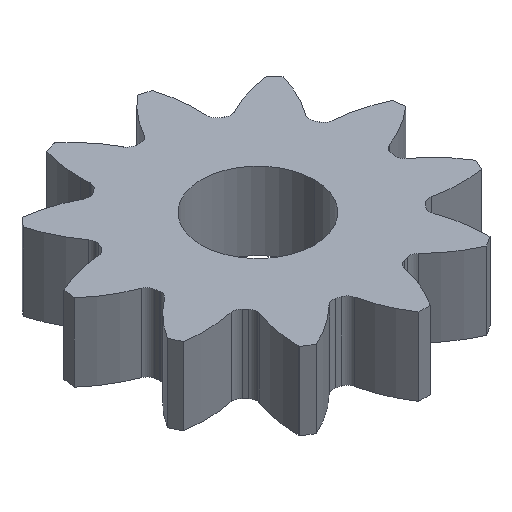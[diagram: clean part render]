
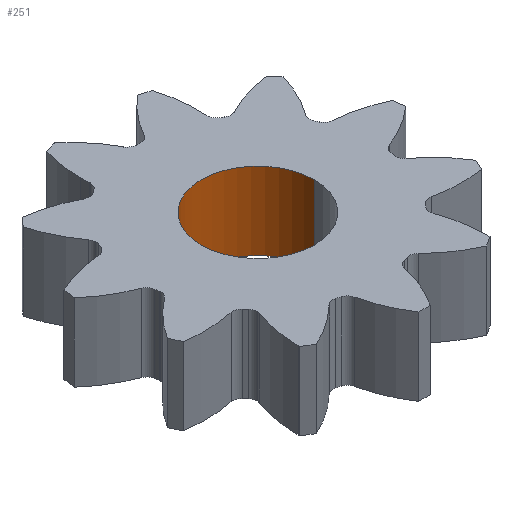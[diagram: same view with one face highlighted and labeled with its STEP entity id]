
A CAD part, isometric view. The second image highlights one B-rep face of the part: STEP entity #251.
In plain terms, the highlighted cylindrical face has radius 2.413 mm (diameter 4.826 mm), a partial arc.
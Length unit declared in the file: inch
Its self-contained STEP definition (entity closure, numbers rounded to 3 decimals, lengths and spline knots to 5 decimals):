
#7 = EDGE_CURVE ( 'NONE', #2154, #571, #1666, .T. ) ;
#191 = FACE_OUTER_BOUND ( 'NONE', #2366, .T. ) ;
#218 = CARTESIAN_POINT ( 'NONE',  ( -0.1151, -0.02769, 0. ) ) ;
#251 = ADVANCED_FACE ( 'NONE', ( #191 ), #1622, .F. ) ;
#367 = DIRECTION ( 'NONE',  ( 1., 0., 0. ) ) ;
#403 = AXIS2_PLACEMENT_3D ( 'NONE', #1811, #2220, #367 ) ;
#524 = DIRECTION ( 'NONE',  ( 0., 0., 1. ) ) ;
#571 = VERTEX_POINT ( 'NONE', #1258 ) ;
#635 = AXIS2_PLACEMENT_3D ( 'NONE', #1753, #524, #1964 ) ;
#847 = ORIENTED_EDGE ( 'NONE', *, *, #7, .F. ) ;
#973 = EDGE_CURVE ( 'NONE', #1686, #2154, #1299, .T. ) ;
#1005 = CARTESIAN_POINT ( 'NONE',  ( -0.0201, -0.02769, 0. ) ) ;
#1081 = VECTOR ( 'NONE', #1610, 39.37008 ) ;
#1131 = VECTOR ( 'NONE', #1181, 39.37008 ) ;
#1181 = DIRECTION ( 'NONE',  ( 0., 0., 1. ) ) ;
#1258 = CARTESIAN_POINT ( 'NONE',  ( -0.2101, -0.02769, 0.13 ) ) ;
#1299 = CIRCLE ( 'NONE', #1371, 0.095 ) ;
#1371 = AXIS2_PLACEMENT_3D ( 'NONE', #218, #2184, #1577 ) ;
#1379 = CARTESIAN_POINT ( 'NONE',  ( -0.0201, -0.02769, 0. ) ) ;
#1525 = ORIENTED_EDGE ( 'NONE', *, *, #1693, .T. ) ;
#1577 = DIRECTION ( 'NONE',  ( 1., 0., 0. ) ) ;
#1602 = LINE ( 'NONE', #1005, #1081 ) ;
#1610 = DIRECTION ( 'NONE',  ( 0., 0., 1. ) ) ;
#1622 = CYLINDRICAL_SURFACE ( 'NONE', #403, 0.095 ) ;
#1666 = LINE ( 'NONE', #2245, #1131 ) ;
#1670 = CIRCLE ( 'NONE', #635, 0.095 ) ;
#1686 = VERTEX_POINT ( 'NONE', #1379 ) ;
#1693 = EDGE_CURVE ( 'NONE', #1762, #571, #1670, .T. ) ;
#1728 = ORIENTED_EDGE ( 'NONE', *, *, #973, .F. ) ;
#1753 = CARTESIAN_POINT ( 'NONE',  ( -0.1151, -0.02769, 0.13 ) ) ;
#1762 = VERTEX_POINT ( 'NONE', #2415 ) ;
#1811 = CARTESIAN_POINT ( 'NONE',  ( -0.1151, -0.02769, 0. ) ) ;
#1847 = ORIENTED_EDGE ( 'NONE', *, *, #2617, .T. ) ;
#1964 = DIRECTION ( 'NONE',  ( 1., 0., 0. ) ) ;
#2154 = VERTEX_POINT ( 'NONE', #2401 ) ;
#2184 = DIRECTION ( 'NONE',  ( 0., 0., 1. ) ) ;
#2220 = DIRECTION ( 'NONE',  ( 0., 0., 1. ) ) ;
#2245 = CARTESIAN_POINT ( 'NONE',  ( -0.2101, -0.02769, 0. ) ) ;
#2366 = EDGE_LOOP ( 'NONE', ( #847, #1728, #1847, #1525 ) ) ;
#2401 = CARTESIAN_POINT ( 'NONE',  ( -0.2101, -0.02769, 0. ) ) ;
#2415 = CARTESIAN_POINT ( 'NONE',  ( -0.0201, -0.02769, 0.13 ) ) ;
#2617 = EDGE_CURVE ( 'NONE', #1686, #1762, #1602, .T. ) ;
